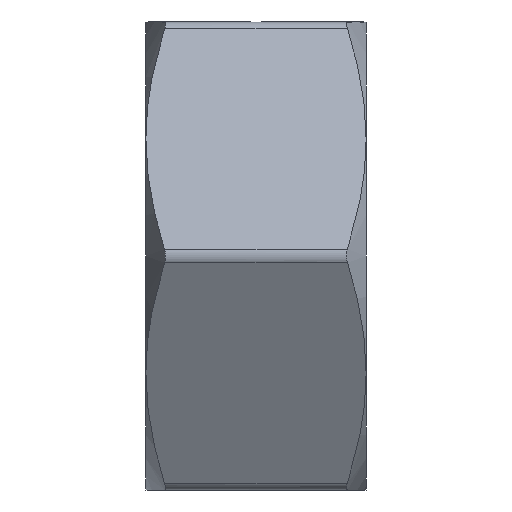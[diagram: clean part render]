
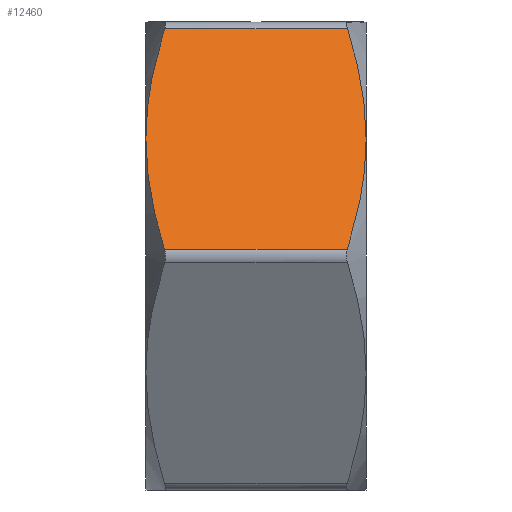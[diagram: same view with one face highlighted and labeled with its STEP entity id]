
A CAD part, left-side view. The second image highlights one B-rep face of the part: STEP entity #12460.
In plain terms, the highlighted planar face has unit normal (-0.866, 0, 0.5).
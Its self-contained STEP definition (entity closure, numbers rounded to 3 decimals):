
#85 = EDGE_CURVE ( 'NONE', #9155, #127, #4038, .T. ) ;
#97 = LINE ( 'NONE', #2320, #5485 ) ;
#127 = VERTEX_POINT ( 'NONE', #8834 ) ;
#508 = CARTESIAN_POINT ( 'NONE',  ( -5.052, -3.322, 8.25 ) ) ;
#1096 = CARTESIAN_POINT ( 'NONE',  ( -9.815, 4., 0. ) ) ;
#1566 = CARTESIAN_POINT ( 'NONE',  ( -8.143, 3.923, 2.896 ) ) ;
#1860 = DIRECTION ( 'NONE',  ( 0., 1., 0. ) ) ;
#2180 = VERTEX_POINT ( 'NONE', #14304 ) ;
#2320 = CARTESIAN_POINT ( 'NONE',  ( -9.671, 4., 0.25 ) ) ;
#2846 = ORIENTED_EDGE ( 'NONE', *, *, #3013, .T. ) ;
#3013 = EDGE_CURVE ( 'NONE', #2180, #7835, #97, .T. ) ;
#3082 = ORIENTED_EDGE ( 'NONE', *, *, #3139, .T. ) ;
#3139 = EDGE_CURVE ( 'NONE', #8929, #9155, #12425, .T. ) ;
#3518 = CARTESIAN_POINT ( 'NONE',  ( -8.912, -3.701, 1.564 ) ) ;
#3599 = CARTESIAN_POINT ( 'NONE',  ( -7.361, 4., 4.25 ) ) ;
#4020 = CARTESIAN_POINT ( 'NONE',  ( -5.052, 4., 8.25 ) ) ;
#4038 = B_SPLINE_CURVE_WITH_KNOTS ( 'NONE', 3,
 ( #14477, #10873, #13147, #7021, #8524, #3599 ),
 .UNSPECIFIED., .F., .F.,
 ( 4, 2, 4 ),
 ( 0., 0.003, 0.005 ),
 .UNSPECIFIED. ) ;
#4167 = B_SPLINE_CURVE_WITH_KNOTS ( 'NONE', 3,
 ( #12467, #5085, #8803, #6635, #6526, #12720, #5354, #508 ),
 .UNSPECIFIED., .F., .F.,
 ( 4, 2, 2, 4 ),
 ( 0.005, 0.006, 0.007, 0.01 ),
 .UNSPECIFIED. ) ;
#5085 = CARTESIAN_POINT ( 'NONE',  ( -7.165, -4., 4.589 ) ) ;
#5142 = CARTESIAN_POINT ( 'NONE',  ( -7.361, 4., 4.25 ) ) ;
#5154 = ORIENTED_EDGE ( 'NONE', *, *, #85, .T. ) ;
#5250 = CARTESIAN_POINT ( 'NONE',  ( -7.557, 4., 3.911 ) ) ;
#5354 = CARTESIAN_POINT ( 'NONE',  ( -5.429, -3.53, 7.597 ) ) ;
#5485 = VECTOR ( 'NONE', #15811, 1000. ) ;
#5601 = EDGE_CURVE ( 'NONE', #7835, #11556, #8164, .T. ) ;
#5805 = CARTESIAN_POINT ( 'NONE',  ( -7.361, -4., 4.25 ) ) ;
#5974 = PLANE ( 'NONE',  #14611 ) ;
#6325 = CARTESIAN_POINT ( 'NONE',  ( -9.671, 3.322, 0.25 ) ) ;
#6427 = CARTESIAN_POINT ( 'NONE',  ( -8.336, 3.877, 2.561 ) ) ;
#6526 = CARTESIAN_POINT ( 'NONE',  ( -6.386, -3.877, 5.939 ) ) ;
#6635 = CARTESIAN_POINT ( 'NONE',  ( -6.58, -3.923, 5.604 ) ) ;
#7021 = CARTESIAN_POINT ( 'NONE',  ( -6.58, 3.936, 5.603 ) ) ;
#7174 = EDGE_LOOP ( 'NONE', ( #7235, #2846, #13847, #10917, #3082, #5154 ) ) ;
#7235 = ORIENTED_EDGE ( 'NONE', *, *, #14818, .T. ) ;
#7835 = VERTEX_POINT ( 'NONE', #8521 ) ;
#8164 = B_SPLINE_CURVE_WITH_KNOTS ( 'NONE', 3,
 ( #8496, #9556, #3518, #13226, #8389, #15677 ),
 .UNSPECIFIED., .F., .F.,
 ( 4, 2, 4 ),
 ( 0., 0.003, 0.005 ),
 .UNSPECIFIED. ) ;
#8389 = CARTESIAN_POINT ( 'NONE',  ( -7.754, -4., 3.569 ) ) ;
#8408 = FACE_OUTER_BOUND ( 'NONE', #7174, .T. ) ;
#8496 = CARTESIAN_POINT ( 'NONE',  ( -9.671, -3.322, 0.25 ) ) ;
#8521 = CARTESIAN_POINT ( 'NONE',  ( -9.671, -3.322, 0.25 ) ) ;
#8524 = CARTESIAN_POINT ( 'NONE',  ( -6.968, 4., 4.931 ) ) ;
#8803 = CARTESIAN_POINT ( 'NONE',  ( -6.969, -3.984, 4.93 ) ) ;
#8834 = CARTESIAN_POINT ( 'NONE',  ( -7.361, 4., 4.25 ) ) ;
#8929 = VERTEX_POINT ( 'NONE', #13994 ) ;
#9138 = VECTOR ( 'NONE', #1860, 1000. ) ;
#9155 = VERTEX_POINT ( 'NONE', #9576 ) ;
#9556 = CARTESIAN_POINT ( 'NONE',  ( -9.293, -3.531, 0.905 ) ) ;
#9576 = CARTESIAN_POINT ( 'NONE',  ( -5.052, 3.322, 8.25 ) ) ;
#9673 = DIRECTION ( 'NONE',  ( 0.866, 0., -0.5 ) ) ;
#10548 = B_SPLINE_CURVE_WITH_KNOTS ( 'NONE', 3,
 ( #5142, #5250, #13793, #1566, #6427, #14906, #12610, #6325 ),
 .UNSPECIFIED., .F., .F.,
 ( 4, 2, 2, 4 ),
 ( 0.005, 0.006, 0.007, 0.01 ),
 .UNSPECIFIED. ) ;
#10873 = CARTESIAN_POINT ( 'NONE',  ( -5.43, 3.531, 7.595 ) ) ;
#10917 = ORIENTED_EDGE ( 'NONE', *, *, #14905, .T. ) ;
#11556 = VERTEX_POINT ( 'NONE', #5805 ) ;
#12425 = LINE ( 'NONE', #4020, #9138 ) ;
#12460 = ADVANCED_FACE ( 'NONE', ( #8408 ), #5974, .F. ) ;
#12467 = CARTESIAN_POINT ( 'NONE',  ( -7.361, -4., 4.25 ) ) ;
#12610 = CARTESIAN_POINT ( 'NONE',  ( -9.293, 3.53, 0.903 ) ) ;
#12720 = CARTESIAN_POINT ( 'NONE',  ( -5.809, -3.701, 6.938 ) ) ;
#13147 = CARTESIAN_POINT ( 'NONE',  ( -5.811, 3.701, 6.936 ) ) ;
#13226 = CARTESIAN_POINT ( 'NONE',  ( -8.143, -3.936, 2.897 ) ) ;
#13793 = CARTESIAN_POINT ( 'NONE',  ( -7.754, 3.984, 3.57 ) ) ;
#13847 = ORIENTED_EDGE ( 'NONE', *, *, #5601, .T. ) ;
#13994 = CARTESIAN_POINT ( 'NONE',  ( -5.052, -3.322, 8.25 ) ) ;
#14304 = CARTESIAN_POINT ( 'NONE',  ( -9.671, 3.322, 0.25 ) ) ;
#14477 = CARTESIAN_POINT ( 'NONE',  ( -5.052, 3.322, 8.25 ) ) ;
#14611 = AXIS2_PLACEMENT_3D ( 'NONE', #1096, #9673, #15639 ) ;
#14818 = EDGE_CURVE ( 'NONE', #127, #2180, #10548, .T. ) ;
#14905 = EDGE_CURVE ( 'NONE', #11556, #8929, #4167, .T. ) ;
#14906 = CARTESIAN_POINT ( 'NONE',  ( -8.913, 3.701, 1.562 ) ) ;
#15639 = DIRECTION ( 'NONE',  ( -0.5, 0., -0.866 ) ) ;
#15677 = CARTESIAN_POINT ( 'NONE',  ( -7.361, -4., 4.25 ) ) ;
#15811 = DIRECTION ( 'NONE',  ( 0., -1., 0. ) ) ;
